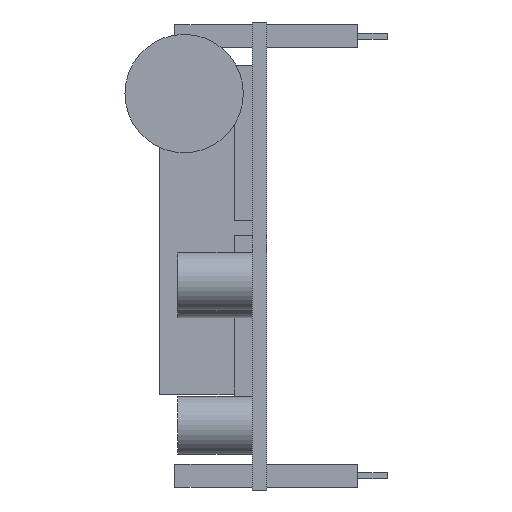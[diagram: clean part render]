
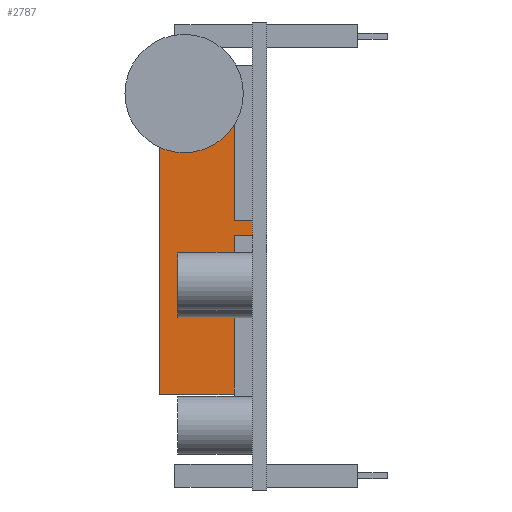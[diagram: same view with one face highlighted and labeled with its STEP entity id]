
A CAD part, left-side view. The second image highlights one B-rep face of the part: STEP entity #2787.
In plain terms, the highlighted planar face has unit normal (-1, 0, 0).
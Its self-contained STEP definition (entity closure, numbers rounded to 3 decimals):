
#145 = CARTESIAN_POINT ( 'NONE',  ( 23.35, 1.6, 15.25 ) ) ;
#159 = VERTEX_POINT ( 'NONE', #1660 ) ;
#164 = CARTESIAN_POINT ( 'NONE',  ( 23.35, 11.8, 15.25 ) ) ;
#197 = LINE ( 'NONE', #7913, #4771 ) ;
#306 = ORIENTED_EDGE ( 'NONE', *, *, #1970, .F. ) ;
#337 = EDGE_CURVE ( 'NONE', #6418, #159, #6363, .T. ) ;
#413 = EDGE_CURVE ( 'NONE', #159, #804, #5368, .T. ) ;
#762 = VECTOR ( 'NONE', #4601, 1000. ) ;
#804 = VERTEX_POINT ( 'NONE', #145 ) ;
#1131 = FACE_OUTER_BOUND ( 'NONE', #1767, .T. ) ;
#1660 = CARTESIAN_POINT ( 'NONE',  ( 23.35, 1.6, -15.25 ) ) ;
#1695 = ORIENTED_EDGE ( 'NONE', *, *, #337, .T. ) ;
#1767 = EDGE_LOOP ( 'NONE', ( #2404, #306, #8121, #1695 ) ) ;
#1942 = CARTESIAN_POINT ( 'NONE',  ( 23.35, 11.8, -15.25 ) ) ;
#1970 = EDGE_CURVE ( 'NONE', #5466, #804, #197, .T. ) ;
#2245 = CARTESIAN_POINT ( 'NONE',  ( 23.35, 11.8, -15.25 ) ) ;
#2404 = ORIENTED_EDGE ( 'NONE', *, *, #413, .T. ) ;
#2787 = ADVANCED_FACE ( 'NONE', ( #1131 ), #5301, .F. ) ;
#3066 = DIRECTION ( 'NONE',  ( 1., 0., 0. ) ) ;
#3129 = DIRECTION ( 'NONE',  ( 0., -1., 0. ) ) ;
#3438 = CARTESIAN_POINT ( 'NONE',  ( 23.35, 1.6, -15.25 ) ) ;
#4286 = VECTOR ( 'NONE', #4318, 1000. ) ;
#4318 = DIRECTION ( 'NONE',  ( 0., -1., 0. ) ) ;
#4601 = DIRECTION ( 'NONE',  ( 0., 0., 1. ) ) ;
#4771 = VECTOR ( 'NONE', #3129, 1000. ) ;
#5143 = DIRECTION ( 'NONE',  ( 0., 0., -1. ) ) ;
#5301 = PLANE ( 'NONE',  #6066 ) ;
#5368 = LINE ( 'NONE', #3438, #7958 ) ;
#5466 = VERTEX_POINT ( 'NONE', #164 ) ;
#5521 = CARTESIAN_POINT ( 'NONE',  ( 23.35, 11.8, -15.25 ) ) ;
#6066 = AXIS2_PLACEMENT_3D ( 'NONE', #5521, #3066, #5143 ) ;
#6363 = LINE ( 'NONE', #2245, #4286 ) ;
#6418 = VERTEX_POINT ( 'NONE', #7696 ) ;
#7409 = EDGE_CURVE ( 'NONE', #6418, #5466, #8898, .T. ) ;
#7696 = CARTESIAN_POINT ( 'NONE',  ( 23.35, 11.8, -15.25 ) ) ;
#7913 = CARTESIAN_POINT ( 'NONE',  ( 23.35, 11.8, 15.25 ) ) ;
#7958 = VECTOR ( 'NONE', #8165, 1000. ) ;
#8121 = ORIENTED_EDGE ( 'NONE', *, *, #7409, .F. ) ;
#8165 = DIRECTION ( 'NONE',  ( 0., 0., 1. ) ) ;
#8898 = LINE ( 'NONE', #1942, #762 ) ;
